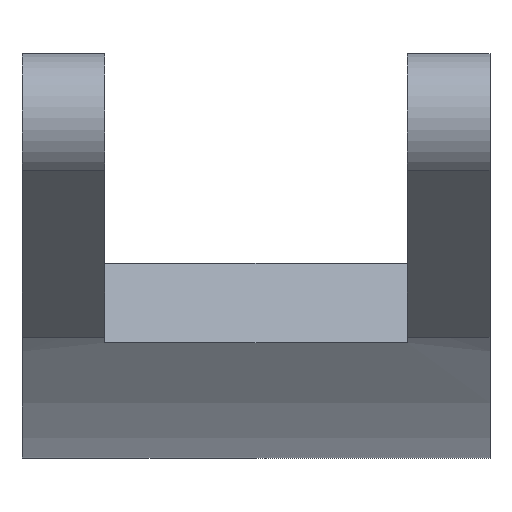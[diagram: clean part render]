
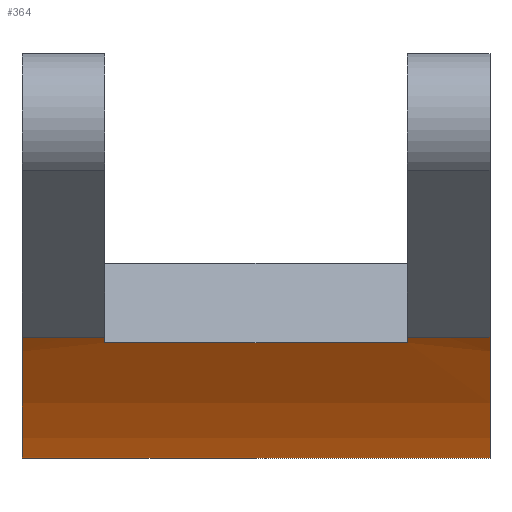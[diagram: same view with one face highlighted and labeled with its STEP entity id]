
A CAD part, top view. The second image highlights one B-rep face of the part: STEP entity #364.
In plain terms, the highlighted cylindrical face has radius 86.967 mm (diameter 173.934 mm), a partial arc.
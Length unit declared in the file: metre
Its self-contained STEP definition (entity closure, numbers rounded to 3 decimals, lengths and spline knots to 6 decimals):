
#12=CYLINDRICAL_SURFACE('',#402,0.086967);
#25=LINE('',#571,#55);
#28=LINE('',#577,#58);
#29=LINE('',#581,#59);
#30=LINE('',#586,#60);
#55=VECTOR('',#456,1.);
#58=VECTOR('',#461,1.);
#59=VECTOR('',#464,1.);
#60=VECTOR('',#469,1.);
#93=ORIENTED_EDGE('',*,*,#183,.F.);
#94=ORIENTED_EDGE('',*,*,#193,.T.);
#95=ORIENTED_EDGE('',*,*,#194,.T.);
#96=ORIENTED_EDGE('',*,*,#195,.T.);
#97=ORIENTED_EDGE('',*,*,#196,.F.);
#98=ORIENTED_EDGE('',*,*,#190,.T.);
#99=ORIENTED_EDGE('',*,*,#197,.T.);
#100=ORIENTED_EDGE('',*,*,#198,.F.);
#183=EDGE_CURVE('',#232,#234,#268,.T.);
#190=EDGE_CURVE('',#241,#239,#25,.T.);
#193=EDGE_CURVE('',#232,#243,#28,.T.);
#194=EDGE_CURVE('',#243,#244,#271,.T.);
#195=EDGE_CURVE('',#244,#245,#29,.T.);
#196=EDGE_CURVE('',#241,#245,#272,.T.);
#197=EDGE_CURVE('',#239,#246,#273,.T.);
#198=EDGE_CURVE('',#234,#246,#30,.T.);
#232=VERTEX_POINT('',#554);
#234=VERTEX_POINT('',#557);
#239=VERTEX_POINT('',#569);
#241=VERTEX_POINT('',#572);
#243=VERTEX_POINT('',#578);
#244=VERTEX_POINT('',#580);
#245=VERTEX_POINT('',#582);
#246=VERTEX_POINT('',#585);
#268=CIRCLE('',#398,0.086967);
#271=CIRCLE('',#403,0.086967);
#272=CIRCLE('',#404,0.086967);
#273=CIRCLE('',#405,0.086967);
#290=EDGE_LOOP('',(#93,#94,#95,#96,#97,#98,#99,#100));
#322=FACE_BOUND('',#290,.T.);
#364=ADVANCED_FACE('',(#322),#12,.T.);
#398=AXIS2_PLACEMENT_3D('',#556,#444,#445);
#402=AXIS2_PLACEMENT_3D('',#576,#459,#460);
#403=AXIS2_PLACEMENT_3D('',#579,#462,#463);
#404=AXIS2_PLACEMENT_3D('',#583,#465,#466);
#405=AXIS2_PLACEMENT_3D('',#584,#467,#468);
#444=DIRECTION('',(-1.,0.,0.));
#445=DIRECTION('',(0.,1.,0.));
#456=DIRECTION('',(1.,0.,0.));
#459=DIRECTION('',(1.,0.,0.));
#460=DIRECTION('',(0.,1.,0.));
#461=DIRECTION('',(-1.,0.,0.));
#462=DIRECTION('',(-1.,0.,0.));
#463=DIRECTION('',(0.,1.,0.));
#464=DIRECTION('',(-1.,0.,0.));
#465=DIRECTION('',(-1.,0.,0.));
#466=DIRECTION('',(0.,1.,0.));
#467=DIRECTION('',(-1.,0.,0.));
#468=DIRECTION('',(0.,1.,0.));
#469=DIRECTION('',(1.,0.,0.));
#554=CARTESIAN_POINT('',(0.079908,-0.059375,0.024165));
#556=CARTESIAN_POINT('',(0.079908,0.023386,-0.002553));
#557=CARTESIAN_POINT('',(0.079908,-0.057244,0.030037));
#569=CARTESIAN_POINT('',(0.082908,-0.063529,-0.005579));
#571=CARTESIAN_POINT('',(0.079908,-0.063529,-0.005579));
#572=CARTESIAN_POINT('',(0.065908,-0.063529,-0.005579));
#576=CARTESIAN_POINT('',(0.079908,0.023386,-0.002553));
#577=CARTESIAN_POINT('',(0.082908,-0.059375,0.024165));
#578=CARTESIAN_POINT('',(0.068908,-0.059375,0.024165));
#579=CARTESIAN_POINT('',(0.068908,0.023386,-0.002553));
#580=CARTESIAN_POINT('',(0.068908,-0.057244,0.030037));
#581=CARTESIAN_POINT('',(0.068908,-0.057244,0.030037));
#582=CARTESIAN_POINT('',(0.065908,-0.057244,0.030037));
#583=CARTESIAN_POINT('',(0.065908,0.023386,-0.002553));
#584=CARTESIAN_POINT('',(0.082908,0.023386,-0.002553));
#585=CARTESIAN_POINT('',(0.082908,-0.057244,0.030037));
#586=CARTESIAN_POINT('',(0.079908,-0.057244,0.030037));
